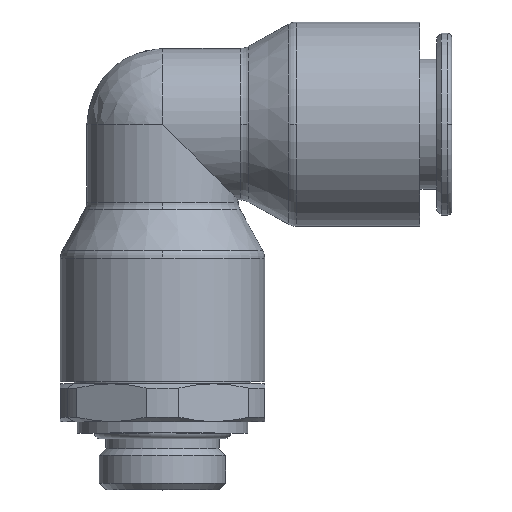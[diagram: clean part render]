
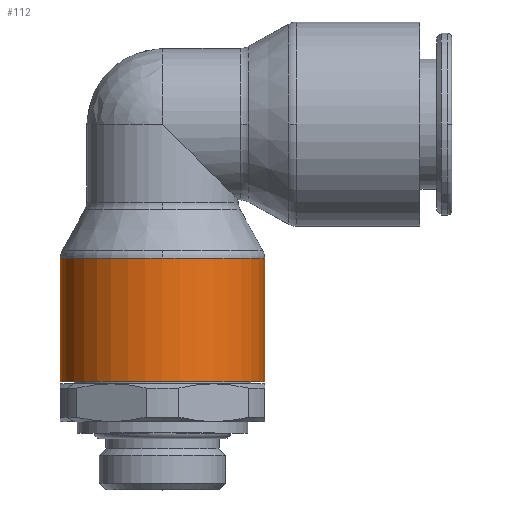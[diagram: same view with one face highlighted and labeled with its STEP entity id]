
A CAD part, top view. The second image highlights one B-rep face of the part: STEP entity #112.
In plain terms, the highlighted cylindrical face has radius 13.5 mm (diameter 27 mm), a partial arc.
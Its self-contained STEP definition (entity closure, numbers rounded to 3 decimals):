
#112=ADVANCED_FACE('',(#275),#276,.T.);
#275=FACE_OUTER_BOUND('',#469,.T.);
#276=CYLINDRICAL_SURFACE('',#470,13.5);
#469=EDGE_LOOP('',(#1014,#1015,#1016,#1017,#1018));
#470=AXIS2_PLACEMENT_3D('',#1019,#1020,#1021);
#1014=ORIENTED_EDGE('',*,*,#1410,.F.);
#1015=ORIENTED_EDGE('',*,*,#1408,.T.);
#1016=ORIENTED_EDGE('',*,*,#1411,.T.);
#1017=ORIENTED_EDGE('',*,*,#1412,.F.);
#1018=ORIENTED_EDGE('',*,*,#1413,.F.);
#1019=CARTESIAN_POINT('',(0.,-25.85,0.0));
#1020=DIRECTION('',(0.,-1.0,0.0));
#1021=DIRECTION('',(1.0,0.,0.0));
#1408=EDGE_CURVE('',#1739,#1737,#1740,.T.);
#1410=EDGE_CURVE('',#1739,#1742,#1743,.T.);
#1411=EDGE_CURVE('',#1737,#1744,#1745,.T.);
#1412=EDGE_CURVE('',#1746,#1744,#1747,.T.);
#1413=EDGE_CURVE('',#1742,#1746,#1748,.T.);
#1737=VERTEX_POINT('',#2405);
#1739=VERTEX_POINT('',#2407);
#1740=CIRCLE('',#2408,13.5);
#1742=VERTEX_POINT('',#2410);
#1743=LINE('',#2411,#2412);
#1744=VERTEX_POINT('',#2413);
#1745=CIRCLE('',#2414,13.5);
#1746=VERTEX_POINT('',#2415);
#1747=LINE('',#2416,#2417);
#1748=CIRCLE('',#2418,13.5);
#2405=CARTESIAN_POINT('',(0.,-17.7,13.5));
#2407=CARTESIAN_POINT('',(13.5,-17.7,0.0));
#2408=AXIS2_PLACEMENT_3D('',#2821,#2822,#2823);
#2410=CARTESIAN_POINT('',(13.5,-34.0,0.0));
#2411=CARTESIAN_POINT('',(13.5,-25.85,0.));
#2412=VECTOR('',#2827,1.0);
#2413=CARTESIAN_POINT('',(-13.5,-17.7,0.));
#2414=AXIS2_PLACEMENT_3D('',#2828,#2829,#2830);
#2415=CARTESIAN_POINT('',(-13.5,-34.0,0.));
#2416=CARTESIAN_POINT('',(-13.5,-25.85,0.));
#2417=VECTOR('',#2831,1.0);
#2418=AXIS2_PLACEMENT_3D('',#2832,#2833,#2834);
#2821=CARTESIAN_POINT('',(0.,-17.7,0.0));
#2822=DIRECTION('',(0.,-1.0,0.0));
#2823=DIRECTION('',(1.0,0.,0.0));
#2827=DIRECTION('',(0.,-1.0,0.0));
#2828=CARTESIAN_POINT('',(0.,-17.7,0.0));
#2829=DIRECTION('',(0.,-1.0,0.0));
#2830=DIRECTION('',(1.0,0.,0.0));
#2831=DIRECTION('',(0.,1.0,-0.0));
#2832=CARTESIAN_POINT('',(0.,-34.0,0.0));
#2833=DIRECTION('',(0.,-1.0,0.0));
#2834=DIRECTION('',(1.0,0.,0.0));
